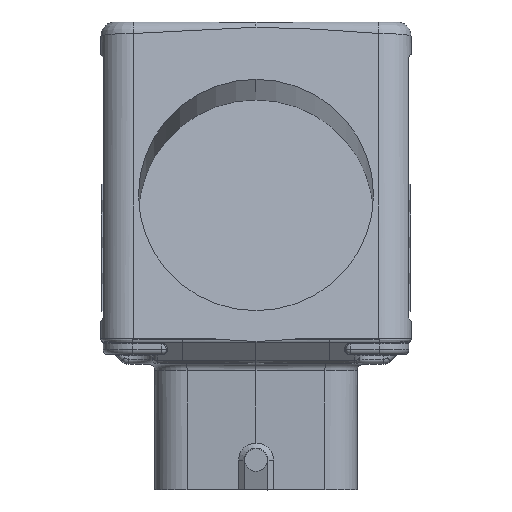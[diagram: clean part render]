
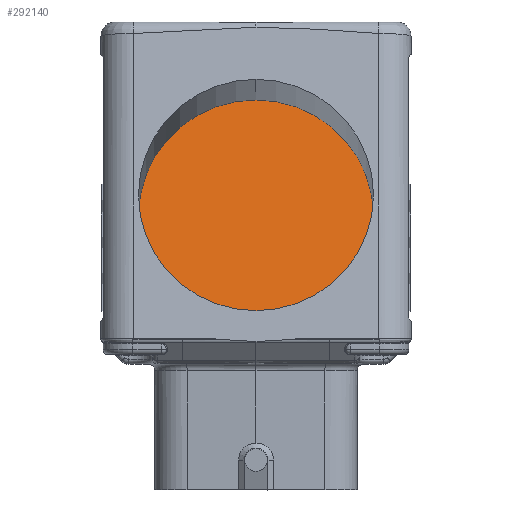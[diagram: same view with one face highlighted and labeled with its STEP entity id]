
A CAD part, top view. The second image highlights one B-rep face of the part: STEP entity #292140.
In plain terms, the highlighted planar face has unit normal (0, 0.174, 0.985).
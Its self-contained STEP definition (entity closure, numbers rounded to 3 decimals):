
#291810=CARTESIAN_POINT('',(46.623,53.488,
-8.404));
#291820=VERTEX_POINT('',#291810);
#291850=CARTESIAN_POINT('',(46.623,78.108,
-12.745));
#291860=DIRECTION('',(0.,0.174,0.985));
#291870=DIRECTION('',(0.,0.985,-0.174));
#291880=AXIS2_PLACEMENT_3D('',#291850,#291860,#291870);
#291890=CIRCLE('',#291880,25.);
#291900=CARTESIAN_POINT('',(46.623,102.728,
-17.087));
#291910=VERTEX_POINT('',#291900);
#291920=EDGE_CURVE('',#291820,#291910,#291890,.T.);
#292040=CARTESIAN_POINT('',(195.059,751.463,
-131.476));
#292050=DIRECTION('',(0.,0.174,0.985));
#292060=DIRECTION('',(0.,0.985,-0.174));
#292070=AXIS2_PLACEMENT_3D('',#292040,#292050,#292060);
#292080=PLANE('',#292070);
#292090=EDGE_CURVE('',#291910,#291820,#291890,.T.);
#292100=ORIENTED_EDGE('',*,*,#292090,.T.);
#292110=ORIENTED_EDGE('',*,*,#291920,.T.);
#292120=EDGE_LOOP('',(#292110,#292100));
#292130=FACE_OUTER_BOUND('',#292120,.T.);
#292140=ADVANCED_FACE('',(#292130),#292080,.T.);
